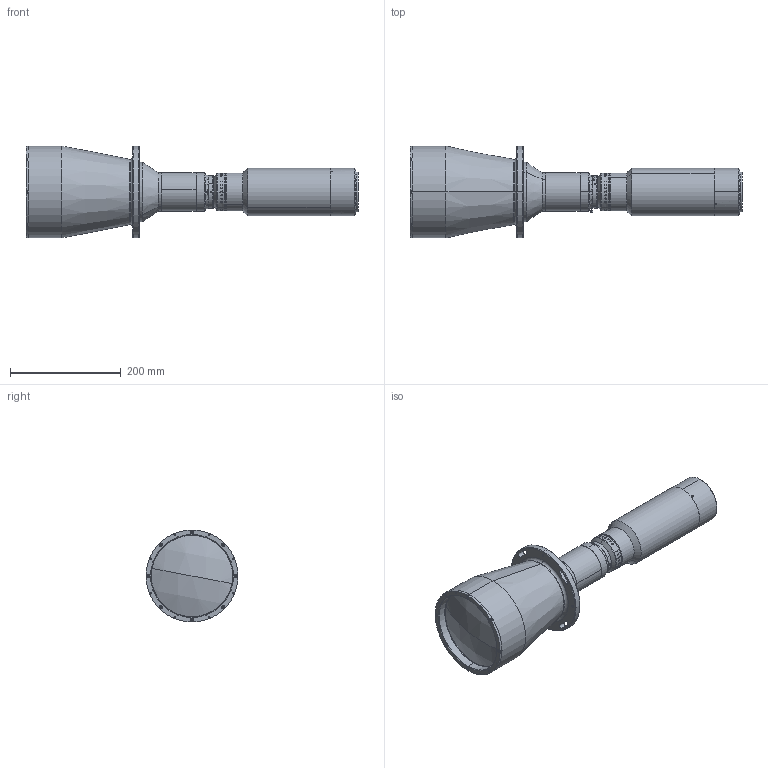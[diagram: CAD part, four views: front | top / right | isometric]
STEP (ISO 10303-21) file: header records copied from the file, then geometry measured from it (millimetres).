
FILE_DESCRIPTION (( 'STEP AP203' ), '1' );
FILE_NAME ('XF-PTL13762-M72-11.48-VI.STEP', '2019-06-13T08:08:06', ( 'canrill005' ), ( '' ), 'SwSTEP 2.0', 'SolidWorks 2014', '' );
FILE_SCHEMA (( 'CONFIG_CONTROL_DESIGN' ));
Length unit declared in the file: millimetre
Products named in the file (2): XF-PTL13762-M72-11.48-VI
Bounding box: 599.73 x 166 x 166 mm (x, y, z)
Surface area: 294574.2 mm2 (no closed solid volume)
Topology: 0 solids, 86 shells, 398 faces, 2183 edges, 1847 vertices
Faces by surface type: cylinder 226, plane 110, cone 52, torus 8, sphere 2
Entity records: 33929 total; most frequent: CARTESIAN_POINT 17488, DIRECTION 3235, ORIENTED_EDGE 2903, EDGE_CURVE 2183, VERTEX_POINT 1847, AXIS2_PLACEMENT_3D 1247, CIRCLE 847, LINE 741
